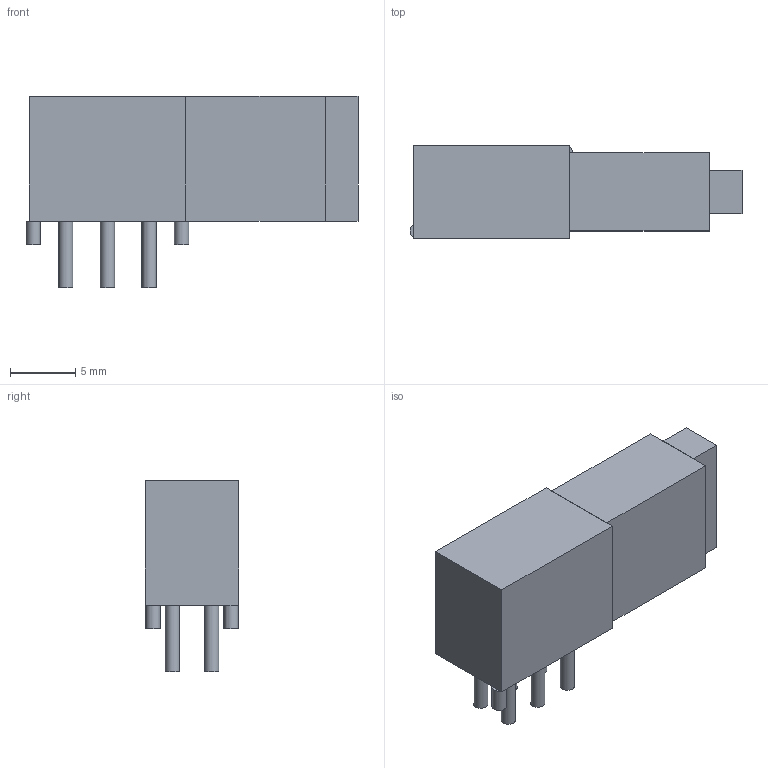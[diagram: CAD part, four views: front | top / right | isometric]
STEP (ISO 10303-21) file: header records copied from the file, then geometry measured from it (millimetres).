
FILE_DESCRIPTION(('FreeCAD Model'),'2;1');
FILE_NAME('1804123.1.3.stp','2020-08-22T15:55:09',( 'Author'),(''),'Open CASCADE STEP processor 6.9','FreeCAD','Unknown' );
FILE_SCHEMA(('AUTOMOTIVE_DESIGN { 1 0 10303 214 1 1 1 1 }'));
Length unit declared in the file: millimetre
Products named in the file (4): ASSEMBLY; Body; Lugs; Leads
Assembly tree (17 placements, depth 2):
  ASSEMBLY
    Body
    Lugs  x8
    Leads  x8
Bounding box: 25.5 x 7.2 x 14.7 mm (x, y, z)
Volume: 1787.9 mm3; surface area: 2187 mm2
Topology: 67 solids, 67 shells, 210 faces, 228 edges, 152 vertices
Faces by surface type: plane 146, cylinder 64
Full cylindrical faces by diameter (mm): 1.1 x64
Entity records: 1940 total; most frequent: DIRECTION 316, CARTESIAN_POINT 280, LINE 148, VECTOR 148, ORIENTED_EDGE 120, PCURVE 120, DEFINITIONAL_REPRESENTATION 120, AXIS2_PLACEMENT_3D 76
